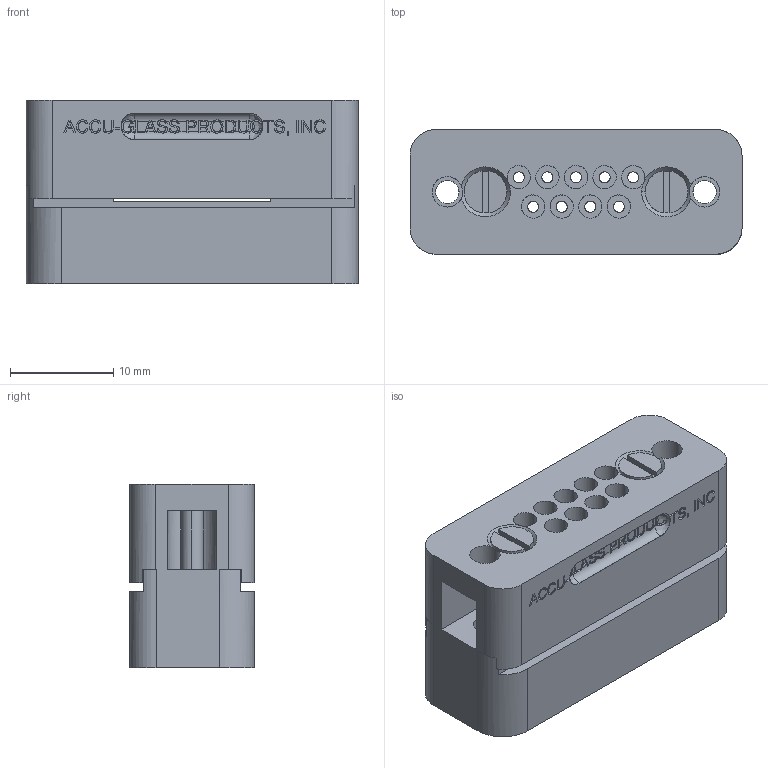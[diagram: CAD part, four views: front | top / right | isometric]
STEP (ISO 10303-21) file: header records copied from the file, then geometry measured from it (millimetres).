
FILE_DESCRIPTION (( 'STEP AP203' ), '1' );
FILE_NAME ('100400 ACCU-GLASS PRODUCTS, INC.STEP', '2010-04-01T16:12:43', ( ' ' ), ( ' ' ), 'SwSTEP 2.0', 'SolidWorks 2006004', '' );
FILE_SCHEMA (( 'CONFIG_CONTROL_DESIGN' ));
Length unit declared in the file: inch
Products named in the file (1): 100400 ACCU-GLASS PRODUCTS, INC
Bounding box: 32.13 x 12.06 x 17.78 mm (x, y, z)
Volume: 4851.4 mm3; surface area: 4290.6 mm2
Topology: 1 solids, 1 shells, 548 faces, 1596 edges, 1068 vertices
Faces by surface type: bspline 224, plane 213, cylinder 99, cone 12
Entity records: 24928 total; most frequent: CARTESIAN_POINT 12328, ORIENTED_EDGE 3192, EDGE_CURVE 1596, DIRECTION 1570, VERTEX_POINT 1068, VECTOR 790, LINE 790, B_SPLINE_CURVE_WITH_KNOTS 733
